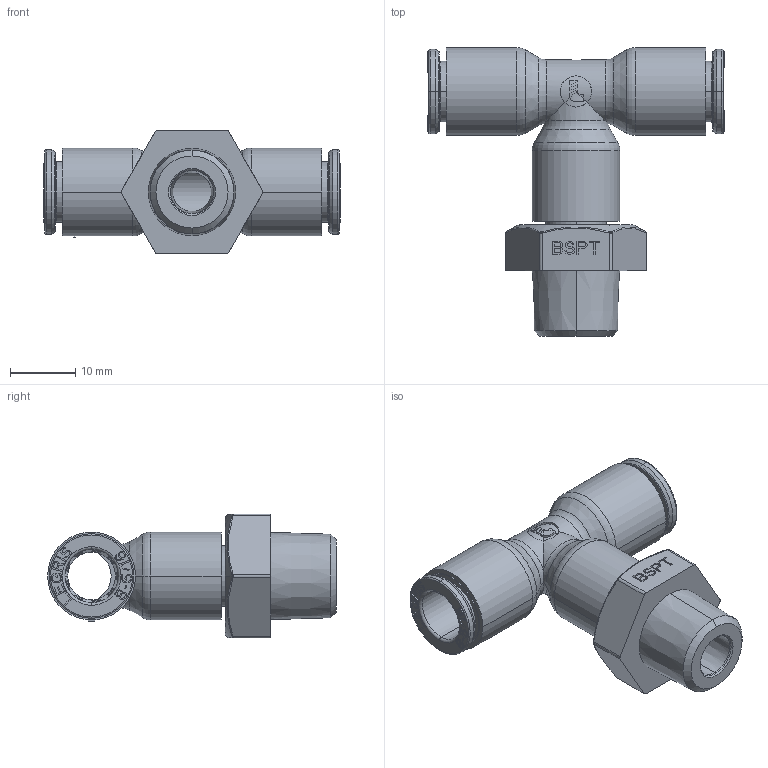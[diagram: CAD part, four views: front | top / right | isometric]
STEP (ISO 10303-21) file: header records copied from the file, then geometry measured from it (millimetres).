
FILE_DESCRIPTION(('STEP AP214'),'1');
FILE_NAME('6878_08_13.stp','2016-07-07T14:47:32',('TraceParts'),('TraceParts S.A.'),'Spatial InterOp 3D',' ',' ');
FILE_SCHEMA(('automotive_design'));
Length unit declared in the file: millimetre
Products named in the file (17): 6878 08 13|44108-24_ASM_1907#44108-24_ASM|44108-30_1903#44108-30;Solide1; 6878 08 13|44108-24_ASM_1907#44108-24_ASM|44108-32_1904#44108-32;Solide1; 6878 08 13|44108-24_ASM_1907#44108-24_ASM|44108_1905#44108;Solide1; 6878 08 13|44108-24_ASM_1907#44108-24_ASM|44108-41_1906#44108-41;Solide1; 6878 08 13|44108-24_ASM_1909#44108-24_ASM|44108-30_1903#44108-30;Solide1; 6878 08 13|44108-24_ASM_1909#44108-24_ASM|44108-32_1904#44108-32;Solide1; 6878 08 13|44108-24_ASM_1909#44108-24_ASM|44108_1905#44108;Solide1; 6878 08 13|44108-24_ASM_1909#44108-24_ASM|44108-41_1906#44108-41;Solide1; 6878 08 13|44108-24_ASM_1911#44108-24_ASM|44108-30_1903#44108-30;Solide1; 6878 08 13|44108-24_ASM_1911#44108-24_ASM|44108-32_1904#44108-32;Solide1; 6878 08 13|44108-24_ASM_1911#44108-24_ASM|44108_1905#44108;Solide1; 6878 08 13|44108-24_ASM_1911#44108-24_ASM|44108-41_1906#44108-41;Solide1; 6878 08 13|44518-04_1902#44518-04;Solide1; 6878 08 13|44108-11-10-ASM_1908#44108-11-10-ASM;Solide1; 6878 08 13|44108-11-10-ASM_1910#44108-11-10-ASM;Solide1; 6878 08 13|44108-11-10-ASM_1912#44108-11-10-ASM;Solide1; 6878 08 13|44518-35_RAINURE_1913#44518-35_RAINURE;Solide1
Bounding box: 45.5 x 44.35 x 19 mm (x, y, z)
Volume: 7052.8 mm3; surface area: 12077.3 mm2
Topology: 17 solids, 17 shells, 2132 faces, 5676 edges, 3659 vertices
Faces by surface type: plane 1337, cone 250, cylinder 217, bspline 180, torus 142, sphere 6
Entity records: 92932 total; most frequent: CARTESIAN_POINT 22842, ORIENTED_EDGE 11336, DIRECTION 10329, EDGE_CURVE 5668, LINE 4115, VECTOR 4115, VERTEX_POINT 3659, AXIS2_PLACEMENT_3D 3107
